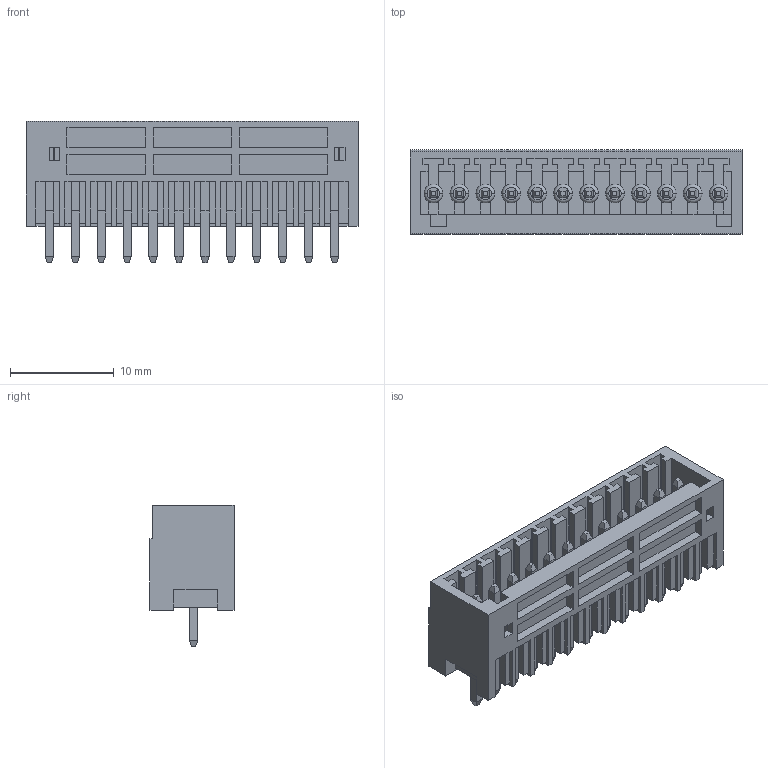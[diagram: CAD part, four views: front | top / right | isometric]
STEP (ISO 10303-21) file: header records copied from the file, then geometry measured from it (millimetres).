
FILE_DESCRIPTION(('STEP AP242'),'1');
FILE_NAME('691382000012.stp','2022-04-11T05:30:51',('TraceParts'),('TraceParts S.A.'),'Spatial InterOp 3D',' ',' ');
FILE_SCHEMA(('AP242_MANAGED_MODEL_BASED_3D_ENGINEERING_MIM_LF {1 0 10303 442 1 1 4}'));
Length unit declared in the file: millimetre
Products named in the file (1): 691382000012_1
Bounding box: 32 x 8.1 x 13.6 mm (x, y, z)
Volume: 1251.2 mm3; surface area: 3652.9 mm2
Topology: 13 solids, 13 shells, 866 faces, 2297 edges, 1476 vertices
Faces by surface type: plane 818, cylinder 24, torus 24
Entity records: 33245 total; most frequent: CARTESIAN_POINT 4652, ORIENTED_EDGE 4594, DIRECTION 4199, EDGE_CURVE 2297, LINE 2153, VECTOR 2153, VERTEX_POINT 1476, AXIS2_PLACEMENT_3D 1023
